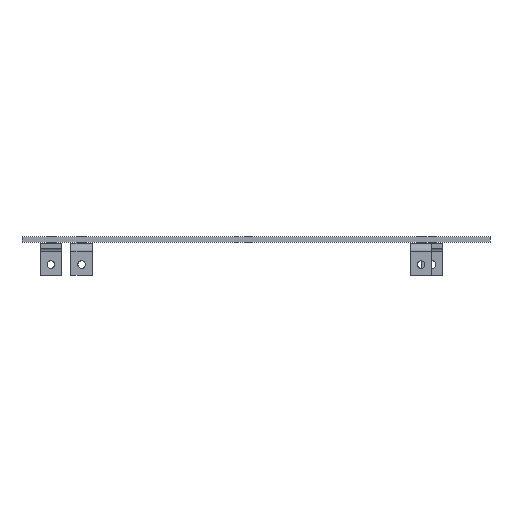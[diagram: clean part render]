
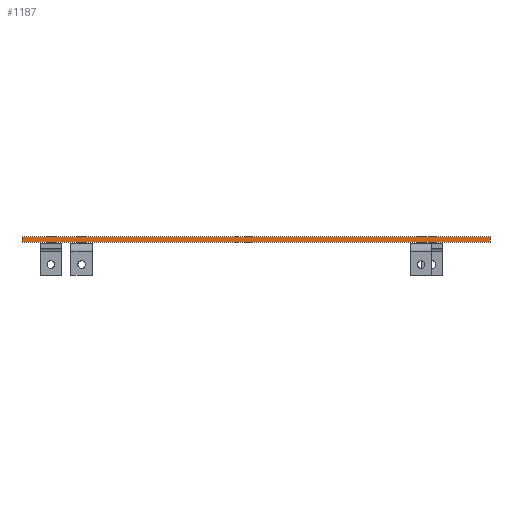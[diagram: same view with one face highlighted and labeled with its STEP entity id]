
A CAD part, front view. The second image highlights one B-rep face of the part: STEP entity #1187.
In plain terms, the highlighted planar face has unit normal (0, -1, 0).
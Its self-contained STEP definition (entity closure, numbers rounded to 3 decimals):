
#1187 = ADVANCED_FACE('',(#1188),#1202,.T.);
#1188 = FACE_BOUND('',#1189,.T.);
#1189 = EDGE_LOOP('',(#1190,#1225,#1253,#1281));
#1190 = ORIENTED_EDGE('',*,*,#1191,.T.);
#1191 = EDGE_CURVE('',#1192,#1194,#1196,.T.);
#1192 = VERTEX_POINT('',#1193);
#1193 = CARTESIAN_POINT('',(139.7,-0.,0.));
#1194 = VERTEX_POINT('',#1195);
#1195 = CARTESIAN_POINT('',(139.7,0.,1.6));
#1196 = SURFACE_CURVE('',#1197,(#1201,#1213),.PCURVE_S1.);
#1197 = LINE('',#1198,#1199);
#1198 = CARTESIAN_POINT('',(139.7,-0.,0.));
#1199 = VECTOR('',#1200,1.);
#1200 = DIRECTION('',(0.,0.,1.));
#1201 = PCURVE('',#1202,#1207);
#1202 = PLANE('',#1203);
#1203 = AXIS2_PLACEMENT_3D('',#1204,#1205,#1206);
#1204 = CARTESIAN_POINT('',(139.7,0.,0.));
#1205 = DIRECTION('',(0.,-1.,0.));
#1206 = DIRECTION('',(-1.,0.,0.));
#1207 = DEFINITIONAL_REPRESENTATION('',(#1208),#1212);
#1208 = LINE('',#1209,#1210);
#1209 = CARTESIAN_POINT('',(0.,0.));
#1210 = VECTOR('',#1211,1.);
#1211 = DIRECTION('',(0.,-1.));
#1212 = ( GEOMETRIC_REPRESENTATION_CONTEXT(2) 
PARAMETRIC_REPRESENTATION_CONTEXT() REPRESENTATION_CONTEXT('2D SPACE',''
  ) );
#1213 = PCURVE('',#1214,#1219);
#1214 = PLANE('',#1215);
#1215 = AXIS2_PLACEMENT_3D('',#1216,#1217,#1218);
#1216 = CARTESIAN_POINT('',(139.7,196.85,0.));
#1217 = DIRECTION('',(1.,0.,-0.));
#1218 = DIRECTION('',(0.,-1.,0.));
#1219 = DEFINITIONAL_REPRESENTATION('',(#1220),#1224);
#1220 = LINE('',#1221,#1222);
#1221 = CARTESIAN_POINT('',(196.85,0.));
#1222 = VECTOR('',#1223,1.);
#1223 = DIRECTION('',(0.,-1.));
#1224 = ( GEOMETRIC_REPRESENTATION_CONTEXT(2) 
PARAMETRIC_REPRESENTATION_CONTEXT() REPRESENTATION_CONTEXT('2D SPACE',''
  ) );
#1225 = ORIENTED_EDGE('',*,*,#1226,.T.);
#1226 = EDGE_CURVE('',#1194,#1227,#1229,.T.);
#1227 = VERTEX_POINT('',#1228);
#1228 = CARTESIAN_POINT('',(0.,0.,1.6));
#1229 = SURFACE_CURVE('',#1230,(#1234,#1241),.PCURVE_S1.);
#1230 = LINE('',#1231,#1232);
#1231 = CARTESIAN_POINT('',(139.7,0.,1.6));
#1232 = VECTOR('',#1233,1.);
#1233 = DIRECTION('',(-1.,0.,0.));
#1234 = PCURVE('',#1202,#1235);
#1235 = DEFINITIONAL_REPRESENTATION('',(#1236),#1240);
#1236 = LINE('',#1237,#1238);
#1237 = CARTESIAN_POINT('',(0.,-1.6));
#1238 = VECTOR('',#1239,1.);
#1239 = DIRECTION('',(1.,0.));
#1240 = ( GEOMETRIC_REPRESENTATION_CONTEXT(2) 
PARAMETRIC_REPRESENTATION_CONTEXT() REPRESENTATION_CONTEXT('2D SPACE',''
  ) );
#1241 = PCURVE('',#1242,#1247);
#1242 = PLANE('',#1243);
#1243 = AXIS2_PLACEMENT_3D('',#1244,#1245,#1246);
#1244 = CARTESIAN_POINT('',(69.85,98.425,1.6));
#1245 = DIRECTION('',(-0.,-0.,-1.));
#1246 = DIRECTION('',(-1.,0.,0.));
#1247 = DEFINITIONAL_REPRESENTATION('',(#1248),#1252);
#1248 = LINE('',#1249,#1250);
#1249 = CARTESIAN_POINT('',(-69.85,-98.425));
#1250 = VECTOR('',#1251,1.);
#1251 = DIRECTION('',(1.,0.));
#1252 = ( GEOMETRIC_REPRESENTATION_CONTEXT(2) 
PARAMETRIC_REPRESENTATION_CONTEXT() REPRESENTATION_CONTEXT('2D SPACE',''
  ) );
#1253 = ORIENTED_EDGE('',*,*,#1254,.F.);
#1254 = EDGE_CURVE('',#1255,#1227,#1257,.T.);
#1255 = VERTEX_POINT('',#1256);
#1256 = CARTESIAN_POINT('',(0.,-0.,0.));
#1257 = SURFACE_CURVE('',#1258,(#1262,#1269),.PCURVE_S1.);
#1258 = LINE('',#1259,#1260);
#1259 = CARTESIAN_POINT('',(0.,-0.,0.));
#1260 = VECTOR('',#1261,1.);
#1261 = DIRECTION('',(0.,0.,1.));
#1262 = PCURVE('',#1202,#1263);
#1263 = DEFINITIONAL_REPRESENTATION('',(#1264),#1268);
#1264 = LINE('',#1265,#1266);
#1265 = CARTESIAN_POINT('',(139.7,0.));
#1266 = VECTOR('',#1267,1.);
#1267 = DIRECTION('',(0.,-1.));
#1268 = ( GEOMETRIC_REPRESENTATION_CONTEXT(2) 
PARAMETRIC_REPRESENTATION_CONTEXT() REPRESENTATION_CONTEXT('2D SPACE',''
  ) );
#1269 = PCURVE('',#1270,#1275);
#1270 = PLANE('',#1271);
#1271 = AXIS2_PLACEMENT_3D('',#1272,#1273,#1274);
#1272 = CARTESIAN_POINT('',(0.,0.,0.));
#1273 = DIRECTION('',(-1.,0.,0.));
#1274 = DIRECTION('',(0.,1.,0.));
#1275 = DEFINITIONAL_REPRESENTATION('',(#1276),#1280);
#1276 = LINE('',#1277,#1278);
#1277 = CARTESIAN_POINT('',(0.,0.));
#1278 = VECTOR('',#1279,1.);
#1279 = DIRECTION('',(0.,-1.));
#1280 = ( GEOMETRIC_REPRESENTATION_CONTEXT(2) 
PARAMETRIC_REPRESENTATION_CONTEXT() REPRESENTATION_CONTEXT('2D SPACE',''
  ) );
#1281 = ORIENTED_EDGE('',*,*,#1282,.F.);
#1282 = EDGE_CURVE('',#1192,#1255,#1283,.T.);
#1283 = SURFACE_CURVE('',#1284,(#1288,#1295),.PCURVE_S1.);
#1284 = LINE('',#1285,#1286);
#1285 = CARTESIAN_POINT('',(139.7,-0.,0.));
#1286 = VECTOR('',#1287,1.);
#1287 = DIRECTION('',(-1.,0.,0.));
#1288 = PCURVE('',#1202,#1289);
#1289 = DEFINITIONAL_REPRESENTATION('',(#1290),#1294);
#1290 = LINE('',#1291,#1292);
#1291 = CARTESIAN_POINT('',(0.,0.));
#1292 = VECTOR('',#1293,1.);
#1293 = DIRECTION('',(1.,0.));
#1294 = ( GEOMETRIC_REPRESENTATION_CONTEXT(2) 
PARAMETRIC_REPRESENTATION_CONTEXT() REPRESENTATION_CONTEXT('2D SPACE',''
  ) );
#1295 = PCURVE('',#1296,#1301);
#1296 = PLANE('',#1297);
#1297 = AXIS2_PLACEMENT_3D('',#1298,#1299,#1300);
#1298 = CARTESIAN_POINT('',(69.85,98.425,0.));
#1299 = DIRECTION('',(-0.,-0.,-1.));
#1300 = DIRECTION('',(-1.,0.,0.));
#1301 = DEFINITIONAL_REPRESENTATION('',(#1302),#1306);
#1302 = LINE('',#1303,#1304);
#1303 = CARTESIAN_POINT('',(-69.85,-98.425));
#1304 = VECTOR('',#1305,1.);
#1305 = DIRECTION('',(1.,0.));
#1306 = ( GEOMETRIC_REPRESENTATION_CONTEXT(2) 
PARAMETRIC_REPRESENTATION_CONTEXT() REPRESENTATION_CONTEXT('2D SPACE',''
  ) );
